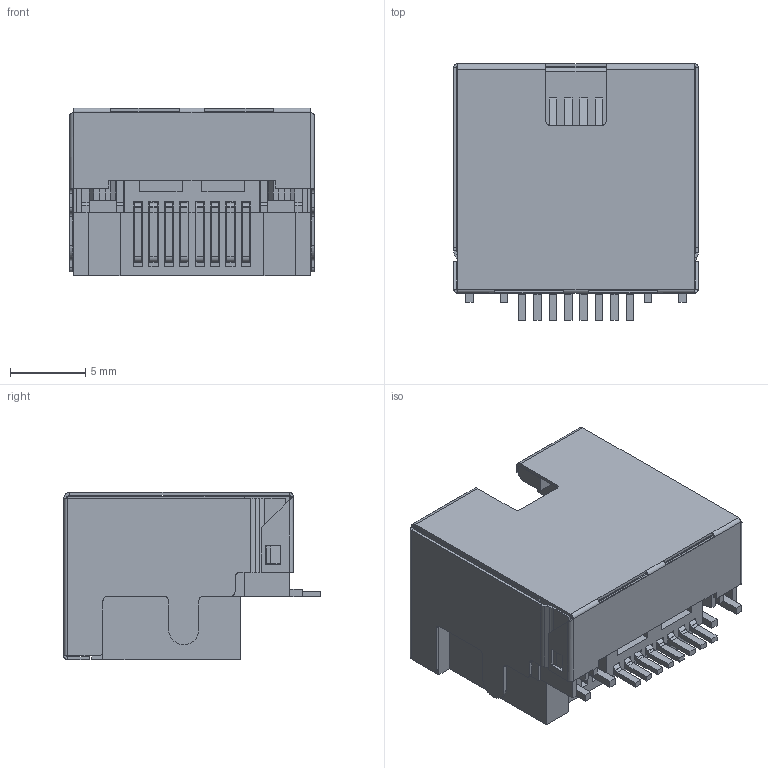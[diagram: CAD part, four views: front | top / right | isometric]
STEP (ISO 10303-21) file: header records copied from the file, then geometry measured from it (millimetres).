
FILE_DESCRIPTION (( 'STEP AP214' ), '1' );
FILE_NAME ('RJ45.stp', '2023-09-13T07:24:06', ( '' ), ( '' ), 'SwSTEP 2.0', 'SolidWorks 2020', '' );
FILE_SCHEMA (( 'AUTOMOTIVE_DESIGN' ));
Length unit declared in the file: millimetre
Products named in the file (1): RJ45
Bounding box: 16.2 x 17 x 11.1 mm (x, y, z)
Volume: 1167.5 mm3; surface area: 3322.8 mm2
Topology: 3 solids, 3 shells, 733 faces, 1973 edges, 1258 vertices
Faces by surface type: plane 559, cylinder 164, sphere 8, bspline 2
Entity records: 25918 total; most frequent: CARTESIAN_POINT 4063, ORIENTED_EDGE 3930, DIRECTION 3757, EDGE_CURVE 1965, VECTOR 1629, LINE 1629, VERTEX_POINT 1258, AXIS2_PLACEMENT_3D 1064
